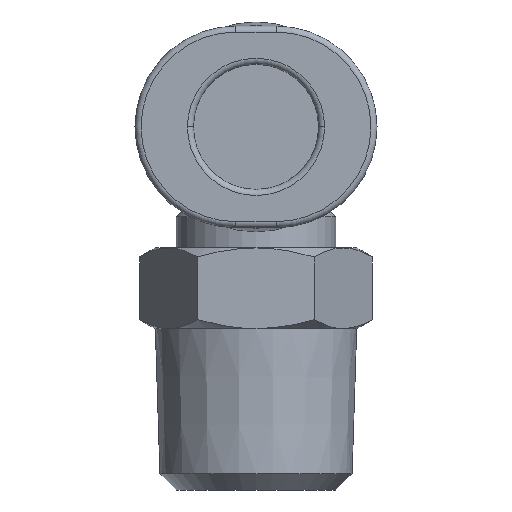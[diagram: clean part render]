
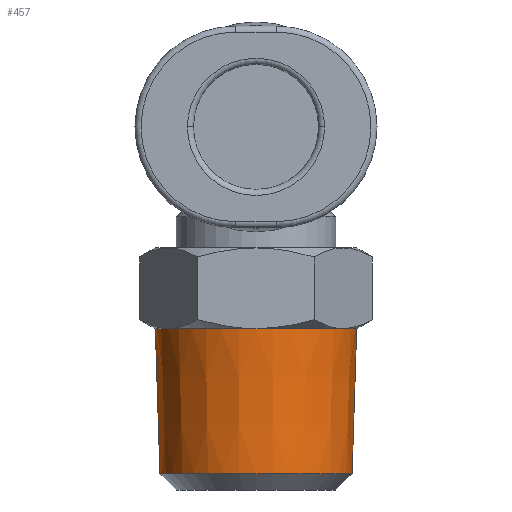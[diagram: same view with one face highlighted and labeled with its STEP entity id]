
A CAD part, front view. The second image highlights one B-rep face of the part: STEP entity #457.
In plain terms, the highlighted conical face has half-angle 1.79 degrees and reference radius 4.865 mm.
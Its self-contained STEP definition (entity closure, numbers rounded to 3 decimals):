
#416=CARTESIAN_POINT('',(0.0,5.75,-7.6));
#417=DIRECTION('',(0.0,0.,1.0));
#418=DIRECTION('',(-1.0,0.0,0.0));
#419=AXIS2_PLACEMENT_3D('',#416,#417,#418);
#420=CONICAL_SURFACE('',#419,4.865,1.79);
#421=CARTESIAN_POINT('',(-4.765,5.75,-10.8));
#422=VERTEX_POINT('',#421);
#423=CARTESIAN_POINT('',(-4.99,5.75,-3.6));
#424=VERTEX_POINT('',#423);
#425=CARTESIAN_POINT('',(-4.765,5.75,-10.8));
#426=DIRECTION('',(-0.031,0.,1.));
#427=VECTOR('',#426,7.204);
#428=LINE('',#425,#427);
#429=EDGE_CURVE('',#422,#424,#428,.T.);
#430=ORIENTED_EDGE('',*,*,#429,.F.);
#431=CARTESIAN_POINT('',(4.765,5.75,-10.8));
#432=VERTEX_POINT('',#431);
#433=CARTESIAN_POINT('',(0.0,5.75,-10.8));
#434=DIRECTION('',(0.0,0.0,-1.0));
#435=DIRECTION('',(1.0,0.0,0.0));
#436=AXIS2_PLACEMENT_3D('',#433,#434,#435);
#437=CIRCLE('',#436,4.765);
#438=EDGE_CURVE('',#432,#422,#437,.T.);
#439=ORIENTED_EDGE('',*,*,#438,.F.);
#440=CARTESIAN_POINT('',(4.99,5.75,-3.6));
#441=VERTEX_POINT('',#440);
#442=CARTESIAN_POINT('',(4.765,5.75,-10.8));
#443=DIRECTION('',(0.031,0.,1.));
#444=VECTOR('',#443,7.204);
#445=LINE('',#442,#444);
#446=EDGE_CURVE('',#432,#441,#445,.T.);
#447=ORIENTED_EDGE('',*,*,#446,.T.);
#448=CARTESIAN_POINT('',(0.0,5.75,-3.6));
#449=DIRECTION('',(0.0,0.0,1.0));
#450=DIRECTION('',(-1.0,0.0,0.0));
#451=AXIS2_PLACEMENT_3D('',#448,#449,#450);
#452=CIRCLE('',#451,4.99);
#453=EDGE_CURVE('',#424,#441,#452,.T.);
#454=ORIENTED_EDGE('',*,*,#453,.F.);
#455=EDGE_LOOP('',(#430,#439,#447,#454));
#456=FACE_OUTER_BOUND('',#455,.T.);
#457=ADVANCED_FACE('',(#456),#420,.T.);
